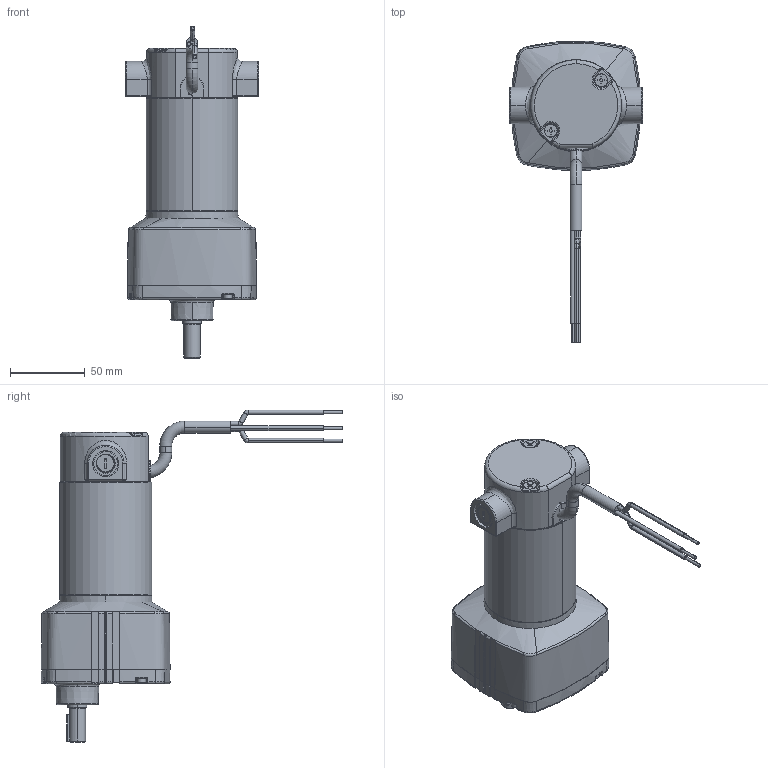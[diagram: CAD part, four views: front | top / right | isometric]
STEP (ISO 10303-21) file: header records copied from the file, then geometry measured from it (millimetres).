
FILE_DESCRIPTION (( 'STEP AP203' ), '1' );
FILE_NAME ('INFM0015.STEP', '2014-03-12T15:54:04', ( 'Sustem Administrator' ), ( 'Bodine Electric Company' ), 'SwSTEP 2.0', 'SolidWorks 2013', '' );
FILE_SCHEMA (( 'CONFIG_CONTROL_DESIGN' ));
Length unit declared in the file: inch
Products named in the file (10): 329AZ015_329AZ015; 493AA002_49300029; 54100145_54100145; 541AA006_54128502; 54600002_54600002; 342AZ012_342AZ012; INFM0015; 332AZ018_332AZ018; 238AZ009_238AZ009; 135AZ006_135AZ006
Assembly tree (14 placements, depth 2):
  INFM0015
    342AZ012_342AZ012
    332AZ018_332AZ018
    238AZ009_238AZ009
    135AZ006_135AZ006
    329AZ015_329AZ015
    493AA002_49300029  x2
    54100145_54100145  x4
    541AA006_54128502  x2
    54600002_54600002
Bounding box: 88.9 x 201.56 x 221.81 mm (x, y, z)
Volume: 638774.6 mm3; surface area: 106428.9 mm2
Topology: 23 solids, 24 shells, 1262 faces, 3122 edges, 1913 vertices
Faces by surface type: cylinder 389, plane 377, bspline 170, torus 164, cone 134, sphere 28
Entity records: 43122 total; most frequent: CARTESIAN_POINT 17179, ORIENTED_EDGE 5386, DIRECTION 4995, EDGE_CURVE 2693, AXIS2_PLACEMENT_3D 1997, VERTEX_POINT 1679, EDGE_LOOP 1156, FACE_OUTER_BOUND 1088
